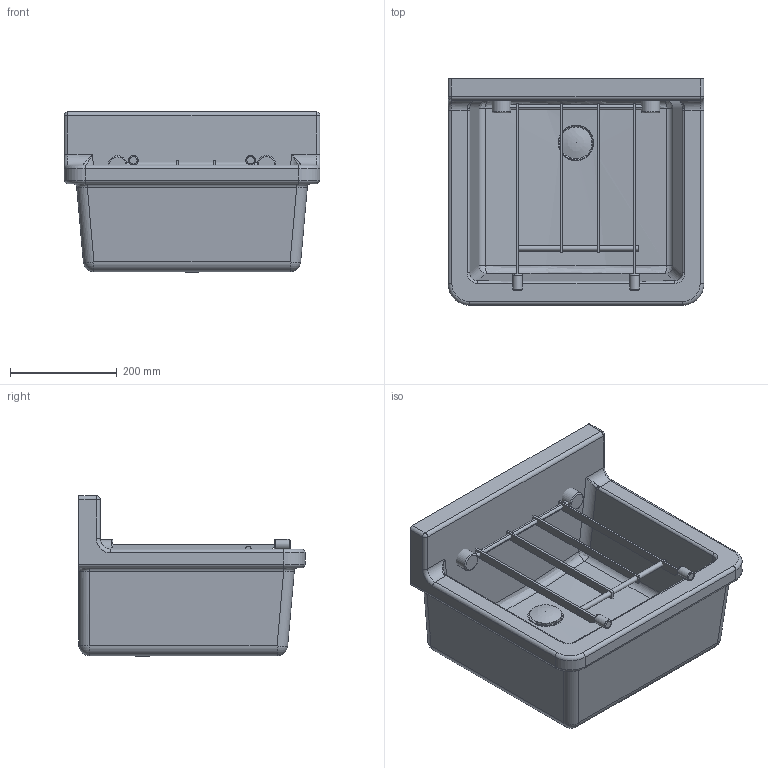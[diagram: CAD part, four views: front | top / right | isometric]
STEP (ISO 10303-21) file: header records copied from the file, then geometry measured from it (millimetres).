
FILE_DESCRIPTION((''),'2;1');
FILE_NAME('031348_00500110.stp','2007-07-25T16:23:49',('Huebner'),(''),'Autodesk Inventor 11','Autodesk Inventor 11','');
FILE_SCHEMA(('AUTOMOTIVE_DESIGN { 1 0 10303 214 1 1 1 1 }'));
Length unit declared in the file: millimetre
Products named in the file (11): 031348_00500110; 031348; Stopfen; Grill_Rahmen; Grill_Rohr_kurz; Grill_Flachstahl; Grill_Flachstahl_kurz; Grill_rohr_1; Grill_rohr_10; Grill_Rohr_lang; Kelchkurz
Assembly tree (14 placements, depth 3):
  031348_00500110
    031348
    Stopfen
    Grill_Rahmen
      Grill_Rohr_kurz  x2
      Grill_Flachstahl  x2
      Grill_Flachstahl_kurz  x2
      Grill_rohr_1  x2
      Grill_rohr_10
      Grill_Rohr_lang
    Kelchkurz
Bounding box: 480 x 425 x 300.82 mm (x, y, z)
Volume: 14779099.8 mm3; surface area: 1108328.5 mm2
Topology: 13 solids, 13 shells, 210 faces, 467 edges, 274 vertices
Faces by surface type: plane 78, cylinder 73, bspline 28, torus 22, sphere 6, cone 3
Full cylindrical faces by diameter (mm): 10 x1, 18 x2, 20 x4, 35 x2, 42 x1, 44 x1, 52 x1, 60 x1
Entity records: 9148 total; most frequent: CARTESIAN_POINT 4904, DIRECTION 886, ORIENTED_EDGE 772, EDGE_CURVE 386, AXIS2_PLACEMENT_3D 356, VERTEX_POINT 240, EDGE_LOOP 212, FACE_OUTER_BOUND 184
